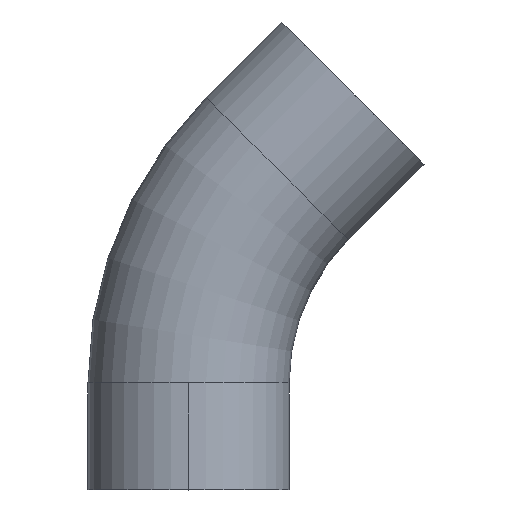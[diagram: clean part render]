
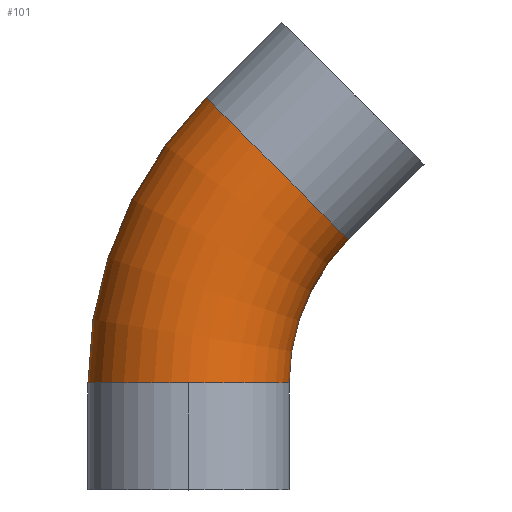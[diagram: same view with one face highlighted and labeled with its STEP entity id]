
A CAD part, top view. The second image highlights one B-rep face of the part: STEP entity #101.
In plain terms, the highlighted toroidal (fillet/blend) face has major radius 76.5 mm and minor radius 25.4 mm.
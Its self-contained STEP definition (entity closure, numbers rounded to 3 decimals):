
#11 = VERTEX_POINT ( 'NONE', #162 ) ;
#18 = CIRCLE ( 'NONE', #254, 25.4 ) ;
#46 = EDGE_CURVE ( 'NONE', #114, #11, #408, .T. ) ;
#54 = CARTESIAN_POINT ( 'NONE',  ( 25.4, 27., 0. ) ) ;
#55 = ORIENTED_EDGE ( 'NONE', *, *, #173, .T. ) ;
#62 = DIRECTION ( 'NONE',  ( 0., 0., 1. ) ) ;
#63 = DIRECTION ( 'NONE',  ( 0., 0., -1. ) ) ;
#71 = ORIENTED_EDGE ( 'NONE', *, *, #167, .F. ) ;
#79 = CIRCLE ( 'NONE', #472, 25.4 ) ;
#100 = DIRECTION ( 'NONE',  ( 0., 0., -1. ) ) ;
#101 = ADVANCED_FACE ( 'NONE', ( #326 ), #431, .T. ) ;
#103 = CARTESIAN_POINT ( 'NONE',  ( 76.5, 27., 0. ) ) ;
#113 = CARTESIAN_POINT ( 'NONE',  ( 0., 27., 0. ) ) ;
#114 = VERTEX_POINT ( 'NONE', #54 ) ;
#123 = CARTESIAN_POINT ( 'NONE',  ( 22.406, 81.094, 0. ) ) ;
#126 = CARTESIAN_POINT ( 'NONE',  ( 4.446, 99.054, 0. ) ) ;
#150 = DIRECTION ( 'NONE',  ( 0., 0., 1. ) ) ;
#155 = ORIENTED_EDGE ( 'NONE', *, *, #46, .T. ) ;
#162 = CARTESIAN_POINT ( 'NONE',  ( 40.367, 63.133, 0. ) ) ;
#167 = EDGE_CURVE ( 'NONE', #268, #487, #491, .T. ) ;
#172 = DIRECTION ( 'NONE',  ( 0., 0., -1. ) ) ;
#173 = EDGE_CURVE ( 'NONE', #268, #290, #18, .T. ) ;
#175 = CARTESIAN_POINT ( 'NONE',  ( 76.5, 27., 0. ) ) ;
#189 = EDGE_LOOP ( 'NONE', ( #71, #55, #414, #155, #232 ) ) ;
#199 = AXIS2_PLACEMENT_3D ( 'NONE', #175, #172, #322 ) ;
#206 = AXIS2_PLACEMENT_3D ( 'NONE', #103, #63, #214 ) ;
#214 = DIRECTION ( 'NONE',  ( -1., 0., 0. ) ) ;
#232 = ORIENTED_EDGE ( 'NONE', *, *, #470, .F. ) ;
#238 = AXIS2_PLACEMENT_3D ( 'NONE', #251, #100, #247 ) ;
#247 = DIRECTION ( 'NONE',  ( -1., 0., 0. ) ) ;
#251 = CARTESIAN_POINT ( 'NONE',  ( 76.5, 27., 0. ) ) ;
#254 = AXIS2_PLACEMENT_3D ( 'NONE', #400, #475, #62 ) ;
#268 = VERTEX_POINT ( 'NONE', #381 ) ;
#269 = DIRECTION ( 'NONE',  ( 0., 0., 1. ) ) ;
#286 = EDGE_CURVE ( 'NONE', #290, #114, #79, .T. ) ;
#290 = VERTEX_POINT ( 'NONE', #406 ) ;
#322 = DIRECTION ( 'NONE',  ( -1., 0., 0. ) ) ;
#326 = FACE_OUTER_BOUND ( 'NONE', #189, .T. ) ;
#332 = DIRECTION ( 'NONE',  ( 0., 1., 0. ) ) ;
#356 = DIRECTION ( 'NONE',  ( 0.707, 0.707, 0. ) ) ;
#359 = AXIS2_PLACEMENT_3D ( 'NONE', #123, #356, #269 ) ;
#381 = CARTESIAN_POINT ( 'NONE',  ( -25.4, 27., 0. ) ) ;
#400 = CARTESIAN_POINT ( 'NONE',  ( 0., 27., 0. ) ) ;
#406 = CARTESIAN_POINT ( 'NONE',  ( 0., 27., 25.4 ) ) ;
#408 = CIRCLE ( 'NONE', #206, 51.1 ) ;
#414 = ORIENTED_EDGE ( 'NONE', *, *, #286, .T. ) ;
#431 = TOROIDAL_SURFACE ( 'NONE', #199, 76.5, 25.4 ) ;
#470 = EDGE_CURVE ( 'NONE', #487, #11, #486, .T. ) ;
#472 = AXIS2_PLACEMENT_3D ( 'NONE', #113, #332, #150 ) ;
#475 = DIRECTION ( 'NONE',  ( 0., 1., 0. ) ) ;
#486 = CIRCLE ( 'NONE', #359, 25.4 ) ;
#487 = VERTEX_POINT ( 'NONE', #126 ) ;
#491 = CIRCLE ( 'NONE', #238, 101.9 ) ;
